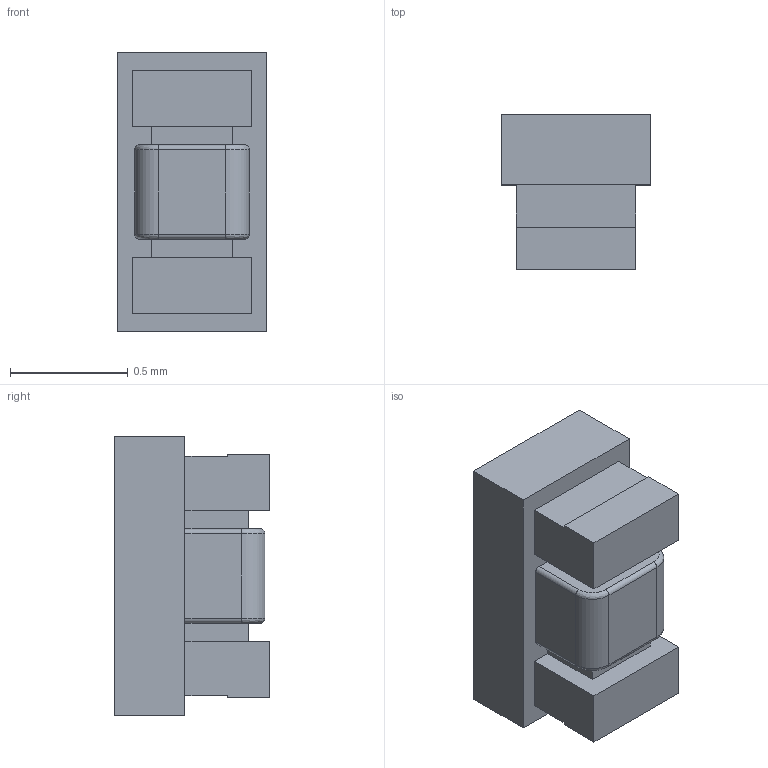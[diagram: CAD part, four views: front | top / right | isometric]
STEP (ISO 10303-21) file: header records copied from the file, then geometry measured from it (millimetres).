
FILE_DESCRIPTION (( 'STEP AP214' ), '1' );
FILE_NAME ('Coilcraft-0402CS-DEFAULT.STEP', '2011-01-27T19:57:50', ( 'SysAdmin' ), ( 'SolidWorks' ), 'SwSTEP 2.0', 'SolidWorks 2011', '' );
FILE_SCHEMA (( 'AUTOMOTIVE_DESIGN' ));
Length unit declared in the file: millimetre
Products named in the file (1): Coilcraft-0402CS-DEFAULT
Bounding box: 0.64 x 0.66 x 1.19 mm (x, y, z)
Volume: 0.4 mm3; surface area: 3.9 mm2
Topology: 1 solids, 1 shells, 43 faces, 112 edges, 72 vertices
Faces by surface type: plane 31, cylinder 8, bspline 4
Entity records: 1849 total; most frequent: CARTESIAN_POINT 300, ORIENTED_EDGE 224, DIRECTION 204, EDGE_CURVE 112, VECTOR 92, LINE 92, VERTEX_POINT 72, AXIS2_PLACEMENT_3D 56
